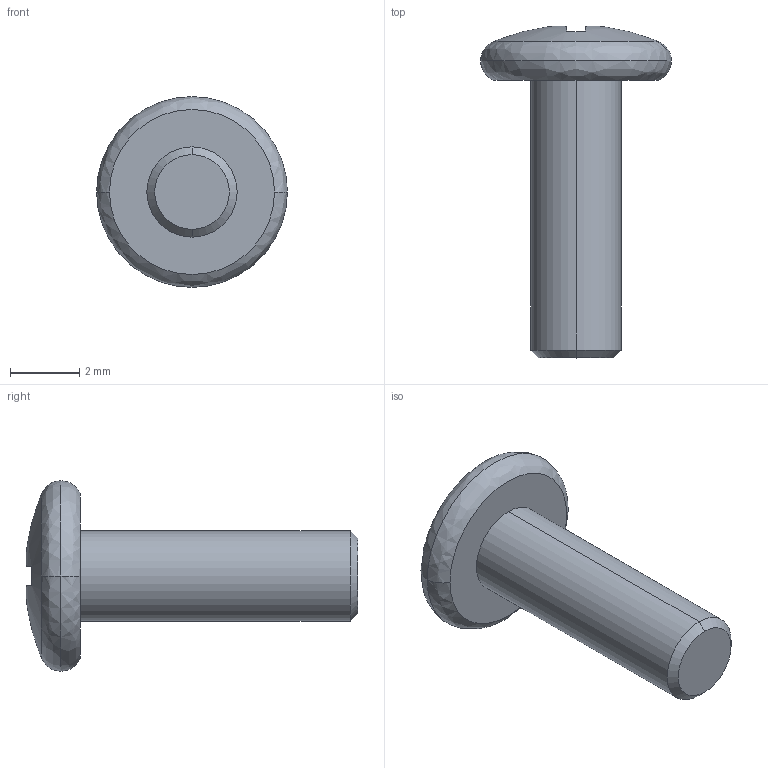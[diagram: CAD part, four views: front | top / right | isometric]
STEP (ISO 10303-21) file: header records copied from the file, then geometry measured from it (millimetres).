
FILE_DESCRIPTION (( 'STEP AP203' ), '1' );
FILE_NAME ('BHS_M2_6X8_Défaut_sldprt.STEP', '2020-08-31T14:55:44', ( '' ), ( '' ), 'SwSTEP 2.0', 'SolidWorks 2020', '' );
FILE_SCHEMA (( 'CONFIG_CONTROL_DESIGN' ));
Length unit declared in the file: millimetre
Products named in the file (1): BHS_M2_6X8_Défaut_sldprt
Bounding box: 5.5 x 9.57 x 5.5 mm (x, y, z)
Volume: 68.8 mm3; surface area: 131.5 mm2
Topology: 1 solids, 1 shells, 29 faces, 71 edges, 46 vertices
Faces by surface type: cylinder 11, plane 11, bspline 5, cone 2
Entity records: 1023 total; most frequent: CARTESIAN_POINT 262, DIRECTION 147, ORIENTED_EDGE 142, EDGE_CURVE 71, AXIS2_PLACEMENT_3D 59, VERTEX_POINT 46, CIRCLE 34, EDGE_LOOP 31
